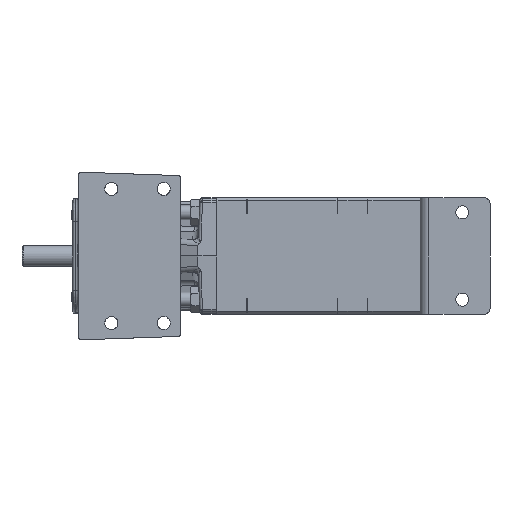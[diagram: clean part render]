
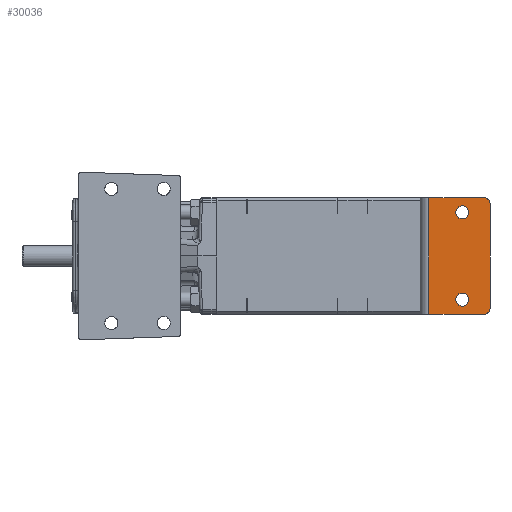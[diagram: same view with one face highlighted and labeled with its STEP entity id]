
A CAD part, front view. The second image highlights one B-rep face of the part: STEP entity #30036.
In plain terms, the highlighted planar face has unit normal (0, -1, 0).
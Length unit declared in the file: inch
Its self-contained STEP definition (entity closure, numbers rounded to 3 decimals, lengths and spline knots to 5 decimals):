
#831 = VECTOR ( 'NONE', #84022, 39.37008 ) ;
#3609 = EDGE_CURVE ( 'NONE', #40184, #40184, #65248, .T. ) ;
#4523 = ORIENTED_EDGE ( 'NONE', *, *, #151814, .T. ) ;
#5262 = CARTESIAN_POINT ( 'NONE',  ( 11.729, -5.5, 2.5 ) ) ;
#5391 = DIRECTION ( 'NONE',  ( 0., 0., 1. ) ) ;
#5755 = CARTESIAN_POINT ( 'NONE',  ( 10.539, -5.5, -1.589 ) ) ;
#7476 = EDGE_CURVE ( 'NONE', #69112, #87983, #54966, .T. ) ;
#14105 = AXIS2_PLACEMENT_3D ( 'NONE', #134373, #54314, #147745 ) ;
#16177 = VERTEX_POINT ( 'NONE', #136566 ) ;
#20843 = CARTESIAN_POINT ( 'NONE',  ( 9.109, -5.5, 2.5 ) ) ;
#26883 = AXIS2_PLACEMENT_3D ( 'NONE', #106692, #109745, #113177 ) ;
#28325 = EDGE_CURVE ( 'NONE', #148260, #87983, #150644, .T. ) ;
#30036 = ADVANCED_FACE ( 'NONE', ( #89762, #131166, #89598 ), #151677, .F. ) ;
#30500 = EDGE_LOOP ( 'NONE', ( #47355 ) ) ;
#34767 = VERTEX_POINT ( 'NONE', #63551 ) ;
#35941 = CARTESIAN_POINT ( 'NONE',  ( 10.539, -5.5, 2.151 ) ) ;
#40184 = VERTEX_POINT ( 'NONE', #35941 ) ;
#40477 = VECTOR ( 'NONE', #169026, 39.37008 ) ;
#43853 = CIRCLE ( 'NONE', #14105, 0.25 ) ;
#47355 = ORIENTED_EDGE ( 'NONE', *, *, #155086, .F. ) ;
#49558 = DIRECTION ( 'NONE',  ( 0., 0., 1. ) ) ;
#49616 = DIRECTION ( 'NONE',  ( 0., -1., 0. ) ) ;
#49769 = CARTESIAN_POINT ( 'NONE',  ( 11.479, -5.5, 2.25 ) ) ;
#54314 = DIRECTION ( 'NONE',  ( 0., -1., 0. ) ) ;
#54384 = ORIENTED_EDGE ( 'NONE', *, *, #115681, .F. ) ;
#54966 = LINE ( 'NONE', #171529, #40477 ) ;
#55074 = VECTOR ( 'NONE', #111747, 39.37008 ) ;
#59233 = LINE ( 'NONE', #138180, #55074 ) ;
#63551 = CARTESIAN_POINT ( 'NONE',  ( 9.109, -5.5, -2.5 ) ) ;
#64681 = ORIENTED_EDGE ( 'NONE', *, *, #152997, .T. ) ;
#65248 = CIRCLE ( 'NONE', #26883, 0.281 ) ;
#69112 = VERTEX_POINT ( 'NONE', #20843 ) ;
#70711 = CARTESIAN_POINT ( 'NONE',  ( 8.729, -5.5, -2.5 ) ) ;
#74449 = EDGE_LOOP ( 'NONE', ( #81361 ) ) ;
#76997 = DIRECTION ( 'NONE',  ( 0., -1., 0. ) ) ;
#81361 = ORIENTED_EDGE ( 'NONE', *, *, #3609, .F. ) ;
#82133 = EDGE_CURVE ( 'NONE', #149369, #16177, #43853, .T. ) ;
#84022 = DIRECTION ( 'NONE',  ( 1., 0., 0. ) ) ;
#85572 = DIRECTION ( 'NONE',  ( 0., 1., 0. ) ) ;
#87983 = VERTEX_POINT ( 'NONE', #89644 ) ;
#89598 = FACE_OUTER_BOUND ( 'NONE', #141165, .T. ) ;
#89644 = CARTESIAN_POINT ( 'NONE',  ( 11.479, -5.5, 2.5 ) ) ;
#89762 = FACE_BOUND ( 'NONE', #74449, .T. ) ;
#89908 = AXIS2_PLACEMENT_3D ( 'NONE', #165666, #85572, #5391 ) ;
#91953 = VERTEX_POINT ( 'NONE', #5755 ) ;
#94772 = ORIENTED_EDGE ( 'NONE', *, *, #82133, .T. ) ;
#95613 = AXIS2_PLACEMENT_3D ( 'NONE', #157048, #76997, #170513 ) ;
#99986 = CARTESIAN_POINT ( 'NONE',  ( 11.729, -5.5, 2.25 ) ) ;
#106692 = CARTESIAN_POINT ( 'NONE',  ( 10.539, -5.5, 1.87 ) ) ;
#109745 = DIRECTION ( 'NONE',  ( 0., -1., 0. ) ) ;
#110571 = CARTESIAN_POINT ( 'NONE',  ( 11.479, -5.5, -2.5 ) ) ;
#111747 = DIRECTION ( 'NONE',  ( 0., 0., -1. ) ) ;
#112264 = DIRECTION ( 'NONE',  ( 0., 0., -1. ) ) ;
#113177 = DIRECTION ( 'NONE',  ( 0., 0., 1. ) ) ;
#115681 = EDGE_CURVE ( 'NONE', #148260, #16177, #130328, .T. ) ;
#120438 = ORIENTED_EDGE ( 'NONE', *, *, #28325, .T. ) ;
#125088 = ORIENTED_EDGE ( 'NONE', *, *, #7476, .F. ) ;
#130328 = LINE ( 'NONE', #5262, #161583 ) ;
#131166 = FACE_BOUND ( 'NONE', #30500, .T. ) ;
#134373 = CARTESIAN_POINT ( 'NONE',  ( 11.479, -5.5, -2.25 ) ) ;
#136566 = CARTESIAN_POINT ( 'NONE',  ( 11.729, -5.5, -2.25 ) ) ;
#138180 = CARTESIAN_POINT ( 'NONE',  ( 9.109, -5.5, 2.5 ) ) ;
#139000 = LINE ( 'NONE', #70711, #831 ) ;
#141165 = EDGE_LOOP ( 'NONE', ( #4523, #94772, #54384, #120438, #125088, #64681 ) ) ;
#143468 = AXIS2_PLACEMENT_3D ( 'NONE', #49769, #49616, #49558 ) ;
#147745 = DIRECTION ( 'NONE',  ( 0., 0., 1. ) ) ;
#148260 = VERTEX_POINT ( 'NONE', #99986 ) ;
#149369 = VERTEX_POINT ( 'NONE', #110571 ) ;
#150644 = CIRCLE ( 'NONE', #143468, 0.25 ) ;
#151677 = PLANE ( 'NONE',  #89908 ) ;
#151814 = EDGE_CURVE ( 'NONE', #34767, #149369, #139000, .T. ) ;
#152997 = EDGE_CURVE ( 'NONE', #69112, #34767, #59233, .T. ) ;
#155086 = EDGE_CURVE ( 'NONE', #91953, #91953, #169341, .T. ) ;
#157048 = CARTESIAN_POINT ( 'NONE',  ( 10.539, -5.5, -1.87 ) ) ;
#161583 = VECTOR ( 'NONE', #112264, 39.37008 ) ;
#165666 = CARTESIAN_POINT ( 'NONE',  ( 8.729, -5.5, 2.5 ) ) ;
#169026 = DIRECTION ( 'NONE',  ( 1., 0., 0. ) ) ;
#169341 = CIRCLE ( 'NONE', #95613, 0.281 ) ;
#170513 = DIRECTION ( 'NONE',  ( 0., 0., 1. ) ) ;
#171529 = CARTESIAN_POINT ( 'NONE',  ( 8.729, -5.5, 2.5 ) ) ;
